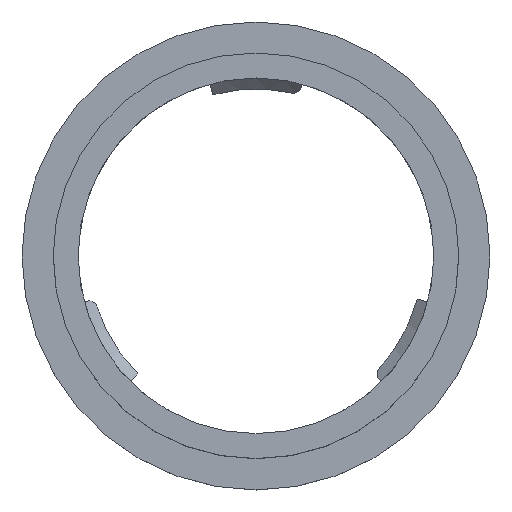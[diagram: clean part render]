
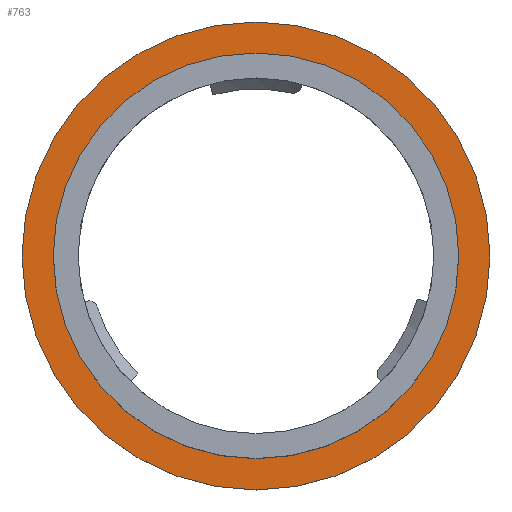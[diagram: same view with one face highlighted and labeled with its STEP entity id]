
A CAD part, top view. The second image highlights one B-rep face of the part: STEP entity #763.
In plain terms, the highlighted planar face has unit normal (0, 0, 1).
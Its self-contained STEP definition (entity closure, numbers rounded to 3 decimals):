
#23 = FACE_OUTER_BOUND ( 'NONE', #442, .T. ) ;
#35 = DIRECTION ( 'NONE',  ( 0., 0., 1. ) ) ;
#48 = FACE_BOUND ( 'NONE', #511, .T. ) ;
#54 = CARTESIAN_POINT ( 'NONE',  ( 0., 32.5, 4. ) ) ;
#115 = PLANE ( 'NONE',  #739 ) ;
#146 = CARTESIAN_POINT ( 'NONE',  ( 0., 0., 4. ) ) ;
#153 = DIRECTION ( 'NONE',  ( 0., 1., 0. ) ) ;
#155 = DIRECTION ( 'NONE',  ( 0., 1., 0. ) ) ;
#160 = ORIENTED_EDGE ( 'NONE', *, *, #805, .F. ) ;
#190 = CIRCLE ( 'NONE', #508, 32.5 ) ;
#237 = CARTESIAN_POINT ( 'NONE',  ( 0., -32.5, 4. ) ) ;
#255 = DIRECTION ( 'NONE',  ( 0., 1., 0. ) ) ;
#257 = DIRECTION ( 'NONE',  ( 0., 0., -1. ) ) ;
#295 = EDGE_CURVE ( 'NONE', #863, #370, #671, .T. ) ;
#315 = VERTEX_POINT ( 'NONE', #54 ) ;
#351 = DIRECTION ( 'NONE',  ( 0., 0., -1. ) ) ;
#352 = DIRECTION ( 'NONE',  ( 0., 0., -1. ) ) ;
#366 = CARTESIAN_POINT ( 'NONE',  ( 0., 37.5, 4. ) ) ;
#370 = VERTEX_POINT ( 'NONE', #659 ) ;
#438 = DIRECTION ( 'NONE',  ( 0., -1., 0. ) ) ;
#442 = EDGE_LOOP ( 'NONE', ( #654, #160 ) ) ;
#446 = CIRCLE ( 'NONE', #461, 32.5 ) ;
#461 = AXIS2_PLACEMENT_3D ( 'NONE', #146, #351, #155 ) ;
#508 = AXIS2_PLACEMENT_3D ( 'NONE', #626, #620, #678 ) ;
#511 = EDGE_LOOP ( 'NONE', ( #719, #674 ) ) ;
#513 = CARTESIAN_POINT ( 'NONE',  ( 0., 0., 4. ) ) ;
#525 = CARTESIAN_POINT ( 'NONE',  ( 0., 0., 4. ) ) ;
#546 = EDGE_CURVE ( 'NONE', #718, #315, #446, .T. ) ;
#599 = EDGE_CURVE ( 'NONE', #315, #718, #190, .T. ) ;
#620 = DIRECTION ( 'NONE',  ( 0., 0., -1. ) ) ;
#626 = CARTESIAN_POINT ( 'NONE',  ( 0., 0., 4. ) ) ;
#654 = ORIENTED_EDGE ( 'NONE', *, *, #295, .F. ) ;
#659 = CARTESIAN_POINT ( 'NONE',  ( 0., -37.5, 4. ) ) ;
#671 = CIRCLE ( 'NONE', #691, 37.5 ) ;
#674 = ORIENTED_EDGE ( 'NONE', *, *, #546, .T. ) ;
#678 = DIRECTION ( 'NONE',  ( 0., 1., 0. ) ) ;
#691 = AXIS2_PLACEMENT_3D ( 'NONE', #525, #257, #255 ) ;
#712 = AXIS2_PLACEMENT_3D ( 'NONE', #513, #352, #153 ) ;
#718 = VERTEX_POINT ( 'NONE', #237 ) ;
#719 = ORIENTED_EDGE ( 'NONE', *, *, #599, .T. ) ;
#739 = AXIS2_PLACEMENT_3D ( 'NONE', #768, #35, #438 ) ;
#763 = ADVANCED_FACE ( 'NONE', ( #48, #23 ), #115, .T. ) ;
#768 = CARTESIAN_POINT ( 'NONE',  ( 0., 32.5, 4. ) ) ;
#805 = EDGE_CURVE ( 'NONE', #370, #863, #850, .T. ) ;
#850 = CIRCLE ( 'NONE', #712, 37.5 ) ;
#863 = VERTEX_POINT ( 'NONE', #366 ) ;
